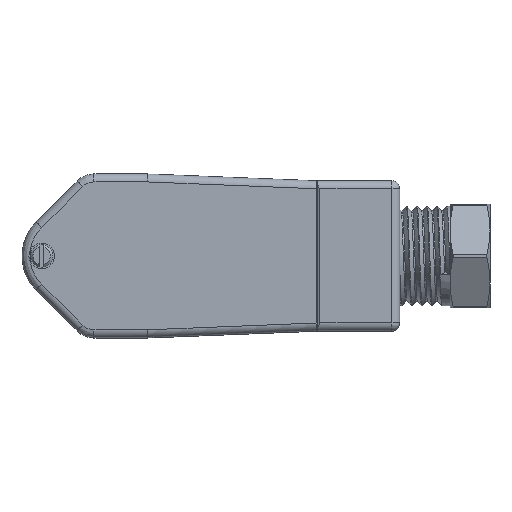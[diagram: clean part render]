
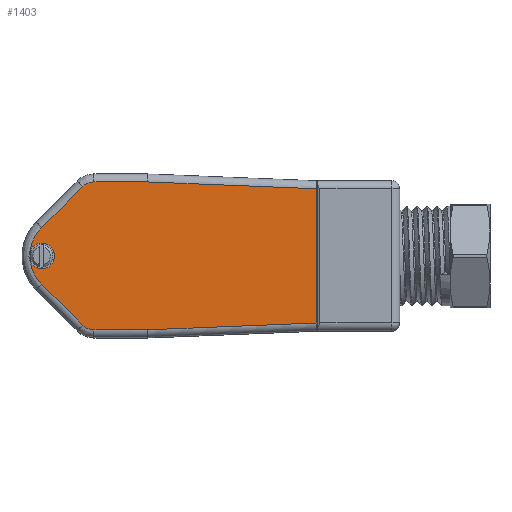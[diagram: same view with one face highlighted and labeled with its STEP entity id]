
A CAD part, top view. The second image highlights one B-rep face of the part: STEP entity #1403.
In plain terms, the highlighted planar face has unit normal (0, 0, 1).
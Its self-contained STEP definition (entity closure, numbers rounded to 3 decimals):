
#986=CIRCLE('',#8146,1.6);
#987=CIRCLE('',#8147,1.6);
#988=CIRCLE('',#8149,2.);
#989=CIRCLE('',#8150,5.);
#990=CIRCLE('',#8151,5.);
#991=CIRCLE('',#8152,2.);
#1403=ADVANCED_FACE('',(#2093),#1905,.T.);
#1905=PLANE('',#8153);
#2093=FACE_OUTER_BOUND('',#2504,.T.);
#2504=EDGE_LOOP('',(#3163,#3164,#3165,#3166,#3167,#3168,#3169,#3170,#3171,
#3172,#3173,#3174,#3175));
#3163=ORIENTED_EDGE('',*,*,#6052,.T.);
#3164=ORIENTED_EDGE('',*,*,#6053,.T.);
#3165=ORIENTED_EDGE('',*,*,#6054,.T.);
#3166=ORIENTED_EDGE('',*,*,#6055,.T.);
#3167=ORIENTED_EDGE('',*,*,#6056,.T.);
#3168=ORIENTED_EDGE('',*,*,#6050,.T.);
#3169=ORIENTED_EDGE('',*,*,#6049,.T.);
#3170=ORIENTED_EDGE('',*,*,#6057,.T.);
#3171=ORIENTED_EDGE('',*,*,#6058,.T.);
#3172=ORIENTED_EDGE('',*,*,#6059,.T.);
#3173=ORIENTED_EDGE('',*,*,#6060,.T.);
#3174=ORIENTED_EDGE('',*,*,#6061,.T.);
#3175=ORIENTED_EDGE('',*,*,#6062,.T.);
#5338=VERTEX_POINT('',#11257);
#5339=VERTEX_POINT('',#11258);
#5340=VERTEX_POINT('',#11260);
#5341=VERTEX_POINT('',#11267);
#5342=VERTEX_POINT('',#11268);
#5343=VERTEX_POINT('',#11270);
#5344=VERTEX_POINT('',#11272);
#5345=VERTEX_POINT('',#11274);
#5346=VERTEX_POINT('',#11277);
#5347=VERTEX_POINT('',#11279);
#5348=VERTEX_POINT('',#11281);
#5349=VERTEX_POINT('',#11283);
#5350=VERTEX_POINT('',#11285);
#6049=EDGE_CURVE('',#5338,#5339,#986,.T.);
#6050=EDGE_CURVE('',#5340,#5338,#987,.T.);
#6052=EDGE_CURVE('',#5341,#5342,#7136,.T.);
#6053=EDGE_CURVE('',#5342,#5343,#7137,.T.);
#6054=EDGE_CURVE('',#5343,#5344,#988,.T.);
#6055=EDGE_CURVE('',#5344,#5345,#7138,.T.);
#6056=EDGE_CURVE('',#5345,#5340,#989,.T.);
#6057=EDGE_CURVE('',#5339,#5346,#990,.T.);
#6058=EDGE_CURVE('',#5346,#5347,#7139,.T.);
#6059=EDGE_CURVE('',#5347,#5348,#991,.T.);
#6060=EDGE_CURVE('',#5348,#5349,#7140,.T.);
#6061=EDGE_CURVE('',#5349,#5350,#7141,.T.);
#6062=EDGE_CURVE('',#5350,#5341,#7142,.T.);
#7136=LINE('',#11266,#7656);
#7137=LINE('',#11269,#7657);
#7138=LINE('',#11273,#7658);
#7139=LINE('',#11278,#7659);
#7140=LINE('',#11282,#7660);
#7141=LINE('',#11284,#7661);
#7142=LINE('',#11286,#7662);
#7656=VECTOR('',#9050,1.);
#7657=VECTOR('',#9051,1.);
#7658=VECTOR('',#9054,1.);
#7659=VECTOR('',#9059,1.);
#7660=VECTOR('',#9062,1.);
#7661=VECTOR('',#9063,1.);
#7662=VECTOR('',#9064,1.);
#8146=AXIS2_PLACEMENT_3D('',#11256,#9044,#9045);
#8147=AXIS2_PLACEMENT_3D('',#11259,#9046,#9047);
#8149=AXIS2_PLACEMENT_3D('',#11271,#9052,#9053);
#8150=AXIS2_PLACEMENT_3D('',#11275,#9055,#9056);
#8151=AXIS2_PLACEMENT_3D('',#11276,#9057,#9058);
#8152=AXIS2_PLACEMENT_3D('',#11280,#9060,#9061);
#8153=AXIS2_PLACEMENT_3D('',#11287,#9065,#9066);
#9044=DIRECTION('',(0.,0.,-1.));
#9045=DIRECTION('',(0.,1.,0.));
#9046=DIRECTION('',(0.,0.,-1.));
#9047=DIRECTION('',(-0.879,0.477,0.));
#9050=DIRECTION('',(-0.999,0.04,0.));
#9051=DIRECTION('',(-1.,0.,0.));
#9052=DIRECTION('',(0.,0.,1.));
#9053=DIRECTION('',(0.,1.,0.));
#9054=DIRECTION('',(-0.707,-0.707,0.));
#9055=DIRECTION('',(0.,0.,1.));
#9056=DIRECTION('',(-0.707,0.707,0.));
#9057=DIRECTION('',(0.,0.,1.));
#9058=DIRECTION('',(-0.988,-0.153,0.));
#9059=DIRECTION('',(0.707,-0.707,0.));
#9060=DIRECTION('',(0.,0.,1.));
#9061=DIRECTION('',(-0.707,-0.707,0.));
#9062=DIRECTION('',(1.,0.,0.));
#9063=DIRECTION('',(0.999,0.04,0.));
#9064=DIRECTION('',(0.,1.,0.));
#9065=DIRECTION('',(0.,0.,1.));
#9066=DIRECTION('',(0.,1.,0.));
#11256=CARTESIAN_POINT('',(-11.3,0.,38.1));
#11257=CARTESIAN_POINT('',(-11.3,1.6,38.1));
#11258=CARTESIAN_POINT('',(-12.706,-0.764,38.1));
#11259=CARTESIAN_POINT('',(-11.3,0.,38.1));
#11260=CARTESIAN_POINT('',(-12.706,0.764,38.1));
#11266=CARTESIAN_POINT('',(23.1,8.399,38.1));
#11267=CARTESIAN_POINT('',(23.1,8.399,38.1));
#11268=CARTESIAN_POINT('',(1.98,9.25,38.1));
#11269=CARTESIAN_POINT('',(1.98,9.25,38.1));
#11270=CARTESIAN_POINT('',(-4.757,9.25,38.1));
#11271=CARTESIAN_POINT('',(-4.757,7.25,38.1));
#11272=CARTESIAN_POINT('',(-6.172,8.664,38.1));
#11273=CARTESIAN_POINT('',(-6.172,8.664,38.1));
#11274=CARTESIAN_POINT('',(-11.3,3.536,38.1));
#11275=CARTESIAN_POINT('',(-7.765,0.,38.1));
#11276=CARTESIAN_POINT('',(-7.765,0.,38.1));
#11277=CARTESIAN_POINT('',(-11.3,-3.536,38.1));
#11278=CARTESIAN_POINT('',(-11.3,-3.536,38.1));
#11279=CARTESIAN_POINT('',(-6.172,-8.664,38.1));
#11280=CARTESIAN_POINT('',(-4.757,-7.25,38.1));
#11281=CARTESIAN_POINT('',(-4.757,-9.25,38.1));
#11282=CARTESIAN_POINT('',(-4.757,-9.25,38.1));
#11283=CARTESIAN_POINT('',(1.98,-9.25,38.1));
#11284=CARTESIAN_POINT('',(1.98,-9.25,38.1));
#11285=CARTESIAN_POINT('',(23.1,-8.399,38.1));
#11286=CARTESIAN_POINT('',(23.1,-8.399,38.1));
#11287=CARTESIAN_POINT('',(24.022,-10.762,38.1));
